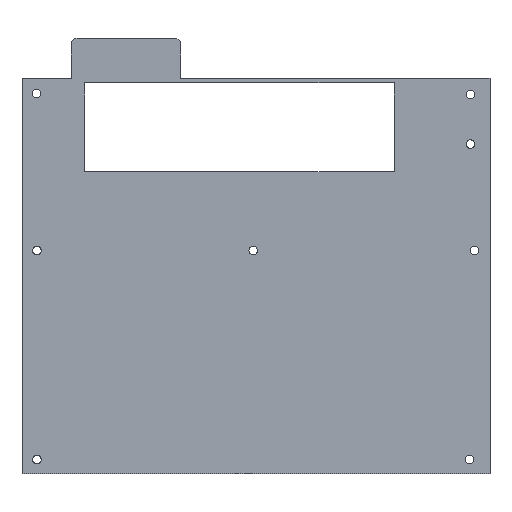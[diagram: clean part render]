
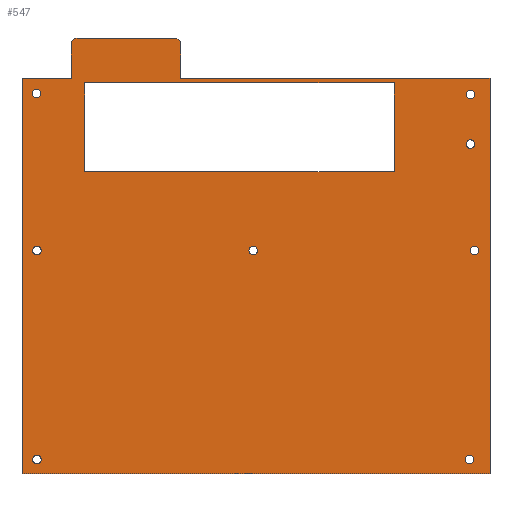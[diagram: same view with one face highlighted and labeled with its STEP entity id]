
A CAD part, top view. The second image highlights one B-rep face of the part: STEP entity #547.
In plain terms, the highlighted planar face has unit normal (0, 0, 1).
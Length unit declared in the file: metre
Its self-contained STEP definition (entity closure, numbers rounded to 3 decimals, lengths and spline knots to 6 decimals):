
#36=CIRCLE('',#601,0.001092);
#37=CIRCLE('',#602,0.001092);
#38=CIRCLE('',#603,0.001092);
#39=CIRCLE('',#604,0.001092);
#40=CIRCLE('',#605,0.001092);
#41=CIRCLE('',#606,0.001092);
#42=CIRCLE('',#607,0.001092);
#43=CIRCLE('',#608,0.001092);
#122=ORIENTED_EDGE('',*,*,#232,.T.);
#123=ORIENTED_EDGE('',*,*,#233,.T.);
#124=ORIENTED_EDGE('',*,*,#234,.T.);
#125=ORIENTED_EDGE('',*,*,#235,.T.);
#126=ORIENTED_EDGE('',*,*,#236,.T.);
#127=ORIENTED_EDGE('',*,*,#237,.T.);
#128=ORIENTED_EDGE('',*,*,#238,.T.);
#129=ORIENTED_EDGE('',*,*,#239,.T.);
#130=ORIENTED_EDGE('',*,*,#212,.F.);
#131=ORIENTED_EDGE('',*,*,#240,.T.);
#132=ORIENTED_EDGE('',*,*,#213,.F.);
#133=ORIENTED_EDGE('',*,*,#241,.T.);
#134=ORIENTED_EDGE('',*,*,#217,.T.);
#135=ORIENTED_EDGE('',*,*,#194,.F.);
#136=ORIENTED_EDGE('',*,*,#198,.T.);
#137=ORIENTED_EDGE('',*,*,#201,.T.);
#138=ORIENTED_EDGE('',*,*,#204,.F.);
#139=ORIENTED_EDGE('',*,*,#207,.F.);
#140=ORIENTED_EDGE('',*,*,#184,.F.);
#141=ORIENTED_EDGE('',*,*,#188,.T.);
#142=ORIENTED_EDGE('',*,*,#191,.T.);
#143=ORIENTED_EDGE('',*,*,#220,.F.);
#184=EDGE_CURVE('',#250,#251,#302,.T.);
#188=EDGE_CURVE('',#250,#254,#306,.T.);
#191=EDGE_CURVE('',#254,#256,#309,.T.);
#194=EDGE_CURVE('',#258,#259,#312,.T.);
#198=EDGE_CURVE('',#258,#262,#316,.T.);
#201=EDGE_CURVE('',#262,#264,#319,.T.);
#204=EDGE_CURVE('',#266,#264,#322,.T.);
#207=EDGE_CURVE('',#268,#266,#325,.T.);
#212=EDGE_CURVE('',#271,#268,#330,.T.);
#213=EDGE_CURVE('',#272,#273,#331,.T.);
#217=EDGE_CURVE('',#276,#259,#335,.T.);
#220=EDGE_CURVE('',#251,#256,#338,.T.);
#232=EDGE_CURVE('',#286,#286,#36,.F.);
#233=EDGE_CURVE('',#287,#287,#37,.F.);
#234=EDGE_CURVE('',#288,#288,#38,.F.);
#235=EDGE_CURVE('',#289,#289,#39,.F.);
#236=EDGE_CURVE('',#290,#290,#40,.F.);
#237=EDGE_CURVE('',#291,#291,#41,.F.);
#238=EDGE_CURVE('',#292,#292,#42,.F.);
#239=EDGE_CURVE('',#293,#293,#43,.F.);
#240=EDGE_CURVE('',#271,#273,#342,.F.);
#241=EDGE_CURVE('',#272,#276,#343,.T.);
#250=VERTEX_POINT('',#794);
#251=VERTEX_POINT('',#795);
#254=VERTEX_POINT('',#803);
#256=VERTEX_POINT('',#809);
#258=VERTEX_POINT('',#815);
#259=VERTEX_POINT('',#816);
#262=VERTEX_POINT('',#824);
#264=VERTEX_POINT('',#830);
#266=VERTEX_POINT('',#836);
#268=VERTEX_POINT('',#842);
#271=VERTEX_POINT('',#850);
#272=VERTEX_POINT('',#854);
#273=VERTEX_POINT('',#855);
#276=VERTEX_POINT('',#863);
#286=VERTEX_POINT('',#891);
#287=VERTEX_POINT('',#893);
#288=VERTEX_POINT('',#895);
#289=VERTEX_POINT('',#897);
#290=VERTEX_POINT('',#899);
#291=VERTEX_POINT('',#901);
#292=VERTEX_POINT('',#903);
#293=VERTEX_POINT('',#905);
#302=LINE('',#793,#344);
#306=LINE('',#802,#348);
#309=LINE('',#808,#351);
#312=LINE('',#814,#354);
#316=LINE('',#823,#358);
#319=LINE('',#829,#361);
#322=LINE('',#835,#364);
#325=LINE('',#841,#367);
#330=LINE('',#851,#372);
#331=LINE('',#853,#373);
#335=LINE('',#862,#377);
#338=LINE('',#868,#380);
#342=LINE('',#906,#384);
#343=LINE('',#907,#385);
#344=VECTOR('',#639,1.);
#348=VECTOR('',#645,1.);
#351=VECTOR('',#650,1.);
#354=VECTOR('',#655,1.);
#358=VECTOR('',#661,1.);
#361=VECTOR('',#666,1.);
#364=VECTOR('',#671,1.);
#367=VECTOR('',#676,1.);
#372=VECTOR('',#683,1.);
#373=VECTOR('',#686,1.);
#377=VECTOR('',#692,1.);
#380=VECTOR('',#697,1.);
#384=VECTOR('',#737,1.);
#385=VECTOR('',#738,1.);
#408=EDGE_LOOP('',(#122));
#409=EDGE_LOOP('',(#123));
#410=EDGE_LOOP('',(#124));
#411=EDGE_LOOP('',(#125));
#412=EDGE_LOOP('',(#126));
#413=EDGE_LOOP('',(#127));
#414=EDGE_LOOP('',(#128));
#415=EDGE_LOOP('',(#129));
#416=EDGE_LOOP('',(#130,#131,#132,#133,#134,#135,#136,#137,#138,#139));
#417=EDGE_LOOP('',(#140,#141,#142,#143));
#474=FACE_BOUND('',#408,.T.);
#475=FACE_BOUND('',#409,.T.);
#476=FACE_BOUND('',#410,.T.);
#477=FACE_BOUND('',#411,.T.);
#478=FACE_BOUND('',#412,.T.);
#479=FACE_BOUND('',#413,.T.);
#480=FACE_BOUND('',#414,.T.);
#481=FACE_BOUND('',#415,.T.);
#482=FACE_BOUND('',#416,.T.);
#483=FACE_BOUND('',#417,.T.);
#531=PLANE('',#600);
#547=ADVANCED_FACE('',(#474,#475,#476,#477,#478,#479,#480,#481,#482,#483),
#531,.T.);
#600=AXIS2_PLACEMENT_3D('',#889,#719,#720);
#601=AXIS2_PLACEMENT_3D('',#890,#721,#722);
#602=AXIS2_PLACEMENT_3D('',#892,#723,#724);
#603=AXIS2_PLACEMENT_3D('',#894,#725,#726);
#604=AXIS2_PLACEMENT_3D('',#896,#727,#728);
#605=AXIS2_PLACEMENT_3D('',#898,#729,#730);
#606=AXIS2_PLACEMENT_3D('',#900,#731,#732);
#607=AXIS2_PLACEMENT_3D('',#902,#733,#734);
#608=AXIS2_PLACEMENT_3D('',#904,#735,#736);
#639=DIRECTION('',(1.,0.,0.));
#645=DIRECTION('',(0.,1.,0.));
#650=DIRECTION('',(1.,0.,0.));
#655=DIRECTION('',(1.,0.,0.));
#661=DIRECTION('',(0.,-1.,0.));
#666=DIRECTION('',(1.,0.,0.));
#671=DIRECTION('',(0.,-1.,0.));
#676=DIRECTION('',(1.,0.,0.));
#683=DIRECTION('',(0.,-1.,0.));
#686=DIRECTION('',(1.,0.,0.));
#692=DIRECTION('',(0.,-1.,0.));
#697=DIRECTION('',(0.,1.,0.));
#719=DIRECTION('',(0.,0.,1.));
#720=DIRECTION('',(1.,0.,0.));
#721=DIRECTION('',(0.,0.,1.));
#722=DIRECTION('',(1.,0.,0.));
#723=DIRECTION('',(0.,0.,1.));
#724=DIRECTION('',(1.,0.,0.));
#725=DIRECTION('',(0.,0.,1.));
#726=DIRECTION('',(1.,0.,0.));
#727=DIRECTION('',(0.,0.,1.));
#728=DIRECTION('',(1.,0.,0.));
#729=DIRECTION('',(0.,0.,1.));
#730=DIRECTION('',(1.,0.,0.));
#731=DIRECTION('',(0.,0.,1.));
#732=DIRECTION('',(1.,0.,0.));
#733=DIRECTION('',(0.,0.,1.));
#734=DIRECTION('',(1.,0.,0.));
#735=DIRECTION('',(0.,0.,1.));
#736=DIRECTION('',(1.,0.,0.));
#737=DIRECTION('',(0.707,-0.707,0.));
#738=DIRECTION('',(-0.707,-0.707,0.));
#793=CARTESIAN_POINT('',(0.137414,-0.078889,0.));
#794=CARTESIAN_POINT('',(0.097889,-0.078889,0.));
#795=CARTESIAN_POINT('',(0.176939,-0.078889,0.));
#802=CARTESIAN_POINT('',(0.097889,-0.067564,0.));
#803=CARTESIAN_POINT('',(0.097889,-0.056239,0.));
#808=CARTESIAN_POINT('',(0.137414,-0.056239,0.));
#809=CARTESIAN_POINT('',(0.176939,-0.056239,0.));
#814=CARTESIAN_POINT('',(0.088195,-0.055007,0.));
#815=CARTESIAN_POINT('',(0.081931,-0.055007,0.));
#816=CARTESIAN_POINT('',(0.094458,-0.055007,0.));
#823=CARTESIAN_POINT('',(0.081931,-0.105537,0.));
#824=CARTESIAN_POINT('',(0.081931,-0.156067,0.));
#829=CARTESIAN_POINT('',(0.141669,-0.156067,0.));
#830=CARTESIAN_POINT('',(0.201406,-0.156067,0.));
#835=CARTESIAN_POINT('',(0.201406,-0.105537,0.));
#836=CARTESIAN_POINT('',(0.201406,-0.055007,0.));
#841=CARTESIAN_POINT('',(0.161932,-0.055007,0.));
#842=CARTESIAN_POINT('',(0.122458,-0.055007,0.));
#850=CARTESIAN_POINT('',(0.122458,-0.045787,0.));
#851=CARTESIAN_POINT('',(0.122458,-0.049897,0.));
#853=CARTESIAN_POINT('',(0.108458,-0.044787,0.));
#854=CARTESIAN_POINT('',(0.095458,-0.044787,0.));
#855=CARTESIAN_POINT('',(0.121458,-0.044787,0.));
#862=CARTESIAN_POINT('',(0.094458,-0.049897,0.));
#863=CARTESIAN_POINT('',(0.094458,-0.045787,0.));
#868=CARTESIAN_POINT('',(0.176939,-0.067564,0.));
#889=CARTESIAN_POINT('',(0.141669,-0.100427,0.));
#890=CARTESIAN_POINT('',(0.085725,-0.09906,0.));
#891=CARTESIAN_POINT('',(0.086817,-0.09906,0.));
#892=CARTESIAN_POINT('',(0.085725,-0.1524,0.));
#893=CARTESIAN_POINT('',(0.086817,-0.1524,0.));
#894=CARTESIAN_POINT('',(0.14097,-0.09906,0.));
#895=CARTESIAN_POINT('',(0.142062,-0.09906,0.));
#896=CARTESIAN_POINT('',(0.196215,-0.1524,0.));
#897=CARTESIAN_POINT('',(0.197307,-0.1524,0.));
#898=CARTESIAN_POINT('',(0.196412,-0.071882,0.));
#899=CARTESIAN_POINT('',(0.197504,-0.071882,0.));
#900=CARTESIAN_POINT('',(0.196412,-0.059182,0.));
#901=CARTESIAN_POINT('',(0.197504,-0.059182,0.));
#902=CARTESIAN_POINT('',(0.197485,-0.09906,0.));
#903=CARTESIAN_POINT('',(0.198577,-0.09906,0.));
#904=CARTESIAN_POINT('',(0.085598,-0.058928,0.));
#905=CARTESIAN_POINT('',(0.08669,-0.058928,0.));
#906=CARTESIAN_POINT('',(0.159383,-0.082712,0.));
#907=CARTESIAN_POINT('',(0.090743,-0.049502,0.));
